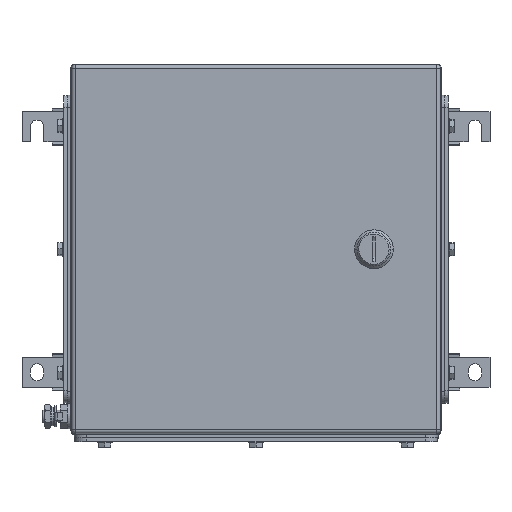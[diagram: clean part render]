
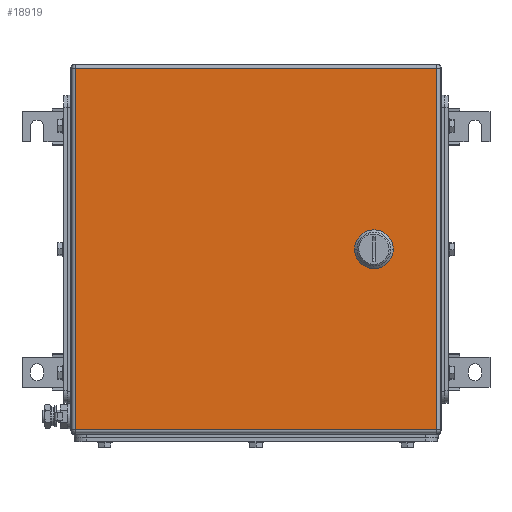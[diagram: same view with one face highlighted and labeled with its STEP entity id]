
A CAD part, top view. The second image highlights one B-rep face of the part: STEP entity #18919.
In plain terms, the highlighted planar face has unit normal (0, 0, 1).
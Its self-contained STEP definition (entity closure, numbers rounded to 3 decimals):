
#17947=AXIS2_PLACEMENT_3D('Circle Axis2P3D',#17945,#17946,$) ;
#17995=AXIS2_PLACEMENT_3D('Circle Axis2P3D',#17993,#17994,$) ;
#18014=AXIS2_PLACEMENT_3D('Circle Axis2P3D',#18012,#18013,$) ;
#18888=AXIS2_PLACEMENT_3D('Circle Axis2P3D',#18886,#18887,$) ;
#18901=AXIS2_PLACEMENT_3D('Plane Axis2P3D',#18898,#18899,#18900) ;
#17806=CARTESIAN_POINT('Vertex',(301.05,158.944,153.5)) ;
#17809=CARTESIAN_POINT('Line Origine',(301.05,164.,153.5)) ;
#17813=CARTESIAN_POINT('Vertex',(301.05,169.056,153.5)) ;
#17942=CARTESIAN_POINT('Vertex',(296.056,153.95,153.5)) ;
#17945=CARTESIAN_POINT('Axis2P3D Location',(291.,164.,153.5)) ;
#17966=CARTESIAN_POINT('Vertex',(285.944,153.95,153.5)) ;
#17969=CARTESIAN_POINT('Line Origine',(291.,153.95,153.5)) ;
#17990=CARTESIAN_POINT('Vertex',(280.95,158.944,153.5)) ;
#17993=CARTESIAN_POINT('Axis2P3D Location',(291.,164.,153.5)) ;
#18009=CARTESIAN_POINT('Vertex',(285.944,174.05,153.5)) ;
#18012=CARTESIAN_POINT('Axis2P3D Location',(291.,164.,153.5)) ;
#18016=CARTESIAN_POINT('Vertex',(280.95,169.056,153.5)) ;
#18040=CARTESIAN_POINT('Vertex',(343.,313.5,153.5)) ;
#18056=CARTESIAN_POINT('Vertex',(44.,313.5,153.5)) ;
#18059=CARTESIAN_POINT('Line Origine',(191.4,313.5,153.5)) ;
#18094=CARTESIAN_POINT('Vertex',(44.,14.5,153.5)) ;
#18097=CARTESIAN_POINT('Line Origine',(44.,164.,153.5)) ;
#18132=CARTESIAN_POINT('Vertex',(343.,14.5,153.5)) ;
#18135=CARTESIAN_POINT('Line Origine',(193.5,14.5,153.5)) ;
#18171=CARTESIAN_POINT('Line Origine',(343.,164.,153.5)) ;
#18806=CARTESIAN_POINT('Vertex',(296.056,174.05,153.5)) ;
#18809=CARTESIAN_POINT('Line Origine',(291.,174.05,153.5)) ;
#18826=CARTESIAN_POINT('Line Origine',(280.95,164.,153.5)) ;
#18886=CARTESIAN_POINT('Axis2P3D Location',(291.,164.,153.5)) ;
#18898=CARTESIAN_POINT('Axis2P3D Location',(193.5,164.,153.5)) ;
#17810=DIRECTION('Vector Direction',(0.,-1.,0.)) ;
#17946=DIRECTION('Axis2P3D Direction',(0.,0.,1.)) ;
#17970=DIRECTION('Vector Direction',(1.,0.,0.)) ;
#17994=DIRECTION('Axis2P3D Direction',(0.,0.,1.)) ;
#18013=DIRECTION('Axis2P3D Direction',(0.,0.,1.)) ;
#18060=DIRECTION('Vector Direction',(1.,0.,0.)) ;
#18098=DIRECTION('Vector Direction',(0.,-1.,0.)) ;
#18136=DIRECTION('Vector Direction',(1.,0.,0.)) ;
#18172=DIRECTION('Vector Direction',(0.,1.,0.)) ;
#18810=DIRECTION('Vector Direction',(1.,0.,0.)) ;
#18827=DIRECTION('Vector Direction',(0.,1.,0.)) ;
#18887=DIRECTION('Axis2P3D Direction',(0.,0.,1.)) ;
#18899=DIRECTION('Axis2P3D Direction',(0.,0.,1.)) ;
#18900=DIRECTION('Axis2P3D XDirection',(1.,0.,0.)) ;
#17811=VECTOR('Line Direction',#17810,1.) ;
#17971=VECTOR('Line Direction',#17970,1.) ;
#18061=VECTOR('Line Direction',#18060,1.) ;
#18099=VECTOR('Line Direction',#18098,1.) ;
#18137=VECTOR('Line Direction',#18136,1.) ;
#18173=VECTOR('Line Direction',#18172,1.) ;
#18811=VECTOR('Line Direction',#18810,1.) ;
#18828=VECTOR('Line Direction',#18827,1.) ;
#18904=ORIENTED_EDGE('',*,*,#18063,.T.) ;
#18905=ORIENTED_EDGE('',*,*,#18101,.T.) ;
#18906=ORIENTED_EDGE('',*,*,#18139,.T.) ;
#18907=ORIENTED_EDGE('',*,*,#18175,.T.) ;
#18910=ORIENTED_EDGE('',*,*,#17949,.F.) ;
#18911=ORIENTED_EDGE('',*,*,#17973,.F.) ;
#18912=ORIENTED_EDGE('',*,*,#17997,.F.) ;
#18913=ORIENTED_EDGE('',*,*,#18830,.T.) ;
#18914=ORIENTED_EDGE('',*,*,#18018,.F.) ;
#18915=ORIENTED_EDGE('',*,*,#18813,.T.) ;
#18916=ORIENTED_EDGE('',*,*,#18890,.F.) ;
#18917=ORIENTED_EDGE('',*,*,#17815,.T.) ;
#18918=FACE_BOUND('',#18909,.T.) ;
#18919=ADVANCED_FACE('1200040000.2\\ZUB_KTB_QL_303015_3GP_AllCATPart.2\\ZUB_DE_KTB_QL.1\\DE_KTB_MH_PART_MASTER.1\\Koerper.2',(#18908,#18918),#18902,.T.) ;
#17948=CIRCLE('generated circle',#17947,11.25) ;
#17996=CIRCLE('generated circle',#17995,11.25) ;
#18015=CIRCLE('generated circle',#18014,11.25) ;
#18889=CIRCLE('generated circle',#18888,11.25) ;
#17815=EDGE_CURVE('',#17814,#17807,#17812,.T.) ;
#17949=EDGE_CURVE('',#17943,#17807,#17948,.T.) ;
#17973=EDGE_CURVE('',#17967,#17943,#17972,.T.) ;
#17997=EDGE_CURVE('',#17991,#17967,#17996,.T.) ;
#18018=EDGE_CURVE('',#18010,#18017,#18015,.T.) ;
#18063=EDGE_CURVE('',#18041,#18057,#18062,.F.) ;
#18101=EDGE_CURVE('',#18057,#18095,#18100,.T.) ;
#18139=EDGE_CURVE('',#18095,#18133,#18138,.T.) ;
#18175=EDGE_CURVE('',#18133,#18041,#18174,.T.) ;
#18813=EDGE_CURVE('',#18010,#18807,#18812,.T.) ;
#18830=EDGE_CURVE('',#17991,#18017,#18829,.T.) ;
#18890=EDGE_CURVE('',#17814,#18807,#18889,.T.) ;
#18903=EDGE_LOOP('',(#18904,#18905,#18906,#18907)) ;
#18909=EDGE_LOOP('',(#18910,#18911,#18912,#18913,#18914,#18915,#18916,#18917)) ;
#18908=FACE_OUTER_BOUND('',#18903,.T.) ;
#17812=LINE('Line',#17809,#17811) ;
#17972=LINE('Line',#17969,#17971) ;
#18062=LINE('Line',#18059,#18061) ;
#18100=LINE('Line',#18097,#18099) ;
#18138=LINE('Line',#18135,#18137) ;
#18174=LINE('Line',#18171,#18173) ;
#18812=LINE('Line',#18809,#18811) ;
#18829=LINE('Line',#18826,#18828) ;
#18902=PLANE('',#18901) ;
#17807=VERTEX_POINT('',#17806) ;
#17814=VERTEX_POINT('',#17813) ;
#17943=VERTEX_POINT('',#17942) ;
#17967=VERTEX_POINT('',#17966) ;
#17991=VERTEX_POINT('',#17990) ;
#18010=VERTEX_POINT('',#18009) ;
#18017=VERTEX_POINT('',#18016) ;
#18041=VERTEX_POINT('',#18040) ;
#18057=VERTEX_POINT('',#18056) ;
#18095=VERTEX_POINT('',#18094) ;
#18133=VERTEX_POINT('',#18132) ;
#18807=VERTEX_POINT('',#18806) ;
